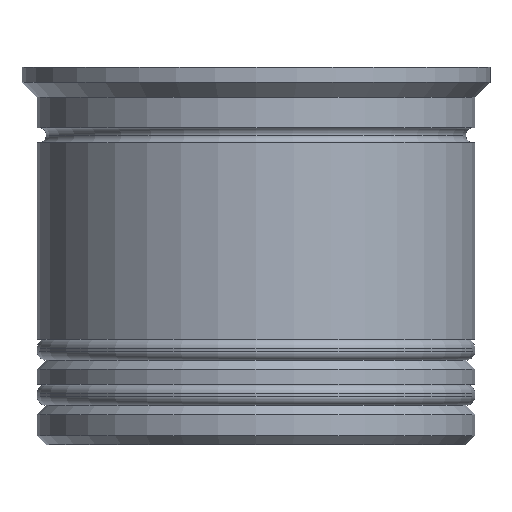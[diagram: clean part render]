
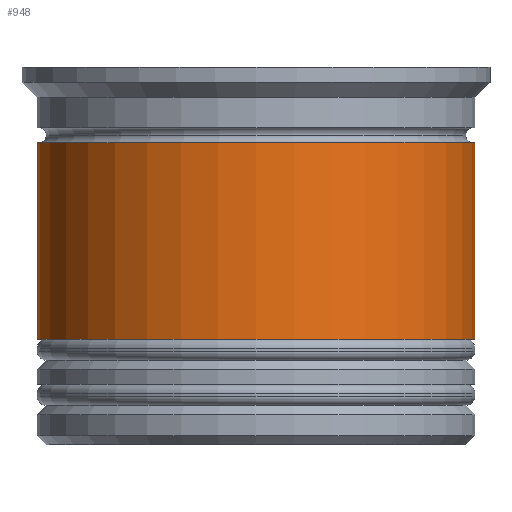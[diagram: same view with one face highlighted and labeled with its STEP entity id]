
A CAD part, front view. The second image highlights one B-rep face of the part: STEP entity #948.
In plain terms, the highlighted cylindrical face has radius 7.25 mm (diameter 14.5 mm), a partial arc.
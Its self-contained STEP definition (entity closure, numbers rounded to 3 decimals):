
#4 = EDGE_CURVE ( 'NONE', #511, #1567, #56, .T. ) ;
#56 = CIRCLE ( 'NONE', #101, 7.25 ) ;
#97 = VERTEX_POINT ( 'NONE', #1023 ) ;
#101 = AXIS2_PLACEMENT_3D ( 'NONE', #106, #1171, #907 ) ;
#106 = CARTESIAN_POINT ( 'NONE',  ( 0., 0., -2.5 ) ) ;
#279 = VECTOR ( 'NONE', #1250, 1000. ) ;
#294 = EDGE_CURVE ( 'NONE', #534, #1567, #494, .T. ) ;
#311 = CARTESIAN_POINT ( 'NONE',  ( 0., 0., 0. ) ) ;
#324 = CARTESIAN_POINT ( 'NONE',  ( 7.25, 0., -2.5 ) ) ;
#424 = CYLINDRICAL_SURFACE ( 'NONE', #1834, 7.25 ) ;
#458 = FACE_OUTER_BOUND ( 'NONE', #1380, .T. ) ;
#475 = DIRECTION ( 'NONE',  ( 0., 0., 1. ) ) ;
#494 = LINE ( 'NONE', #1388, #618 ) ;
#511 = VERTEX_POINT ( 'NONE', #1954 ) ;
#534 = VERTEX_POINT ( 'NONE', #746 ) ;
#611 = DIRECTION ( 'NONE',  ( 1., 0., 0. ) ) ;
#618 = VECTOR ( 'NONE', #475, 1000. ) ;
#622 = AXIS2_PLACEMENT_3D ( 'NONE', #1652, #1339, #1690 ) ;
#709 = ORIENTED_EDGE ( 'NONE', *, *, #4, .F. ) ;
#746 = CARTESIAN_POINT ( 'NONE',  ( 7.25, 0., -9. ) ) ;
#796 = EDGE_CURVE ( 'NONE', #97, #511, #1684, .T. ) ;
#907 = DIRECTION ( 'NONE',  ( 1., 0., 0. ) ) ;
#948 = ADVANCED_FACE ( 'NONE', ( #458 ), #424, .T. ) ;
#954 = CARTESIAN_POINT ( 'NONE',  ( -7.25, 0., 0. ) ) ;
#1023 = CARTESIAN_POINT ( 'NONE',  ( -7.25, 0., -9. ) ) ;
#1096 = CIRCLE ( 'NONE', #622, 7.25 ) ;
#1171 = DIRECTION ( 'NONE',  ( 0., 0., 1. ) ) ;
#1250 = DIRECTION ( 'NONE',  ( 0., 0., 1. ) ) ;
#1308 = ORIENTED_EDGE ( 'NONE', *, *, #796, .F. ) ;
#1339 = DIRECTION ( 'NONE',  ( 0., 0., 1. ) ) ;
#1380 = EDGE_LOOP ( 'NONE', ( #1308, #1923, #1584, #709 ) ) ;
#1388 = CARTESIAN_POINT ( 'NONE',  ( 7.25, 0., 0. ) ) ;
#1567 = VERTEX_POINT ( 'NONE', #324 ) ;
#1584 = ORIENTED_EDGE ( 'NONE', *, *, #294, .T. ) ;
#1652 = CARTESIAN_POINT ( 'NONE',  ( 0., 0., -9. ) ) ;
#1684 = LINE ( 'NONE', #954, #279 ) ;
#1690 = DIRECTION ( 'NONE',  ( 1., 0., 0. ) ) ;
#1834 = AXIS2_PLACEMENT_3D ( 'NONE', #311, #1976, #611 ) ;
#1888 = EDGE_CURVE ( 'NONE', #97, #534, #1096, .T. ) ;
#1923 = ORIENTED_EDGE ( 'NONE', *, *, #1888, .T. ) ;
#1954 = CARTESIAN_POINT ( 'NONE',  ( -7.25, 0., -2.5 ) ) ;
#1976 = DIRECTION ( 'NONE',  ( 0., 0., 1. ) ) ;
